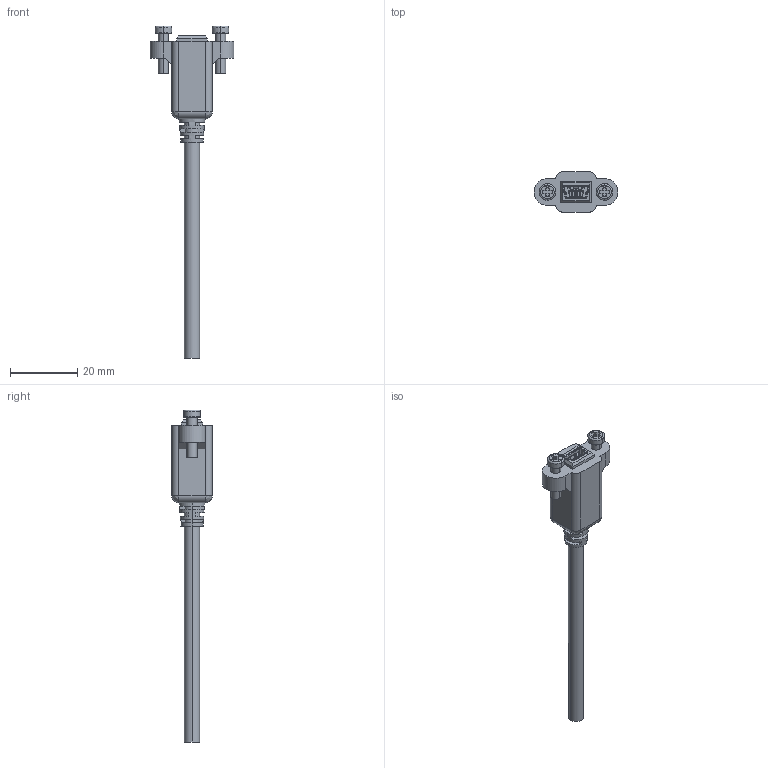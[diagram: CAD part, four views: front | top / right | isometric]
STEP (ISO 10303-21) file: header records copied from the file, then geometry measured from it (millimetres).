
FILE_DESCRIPTION (( 'STEP AP214' ), '1' );
FILE_NAME ('3318.STEP', '2018-03-15T20:40:08', ( '' ), ( '' ), 'SwSTEP 2.0', 'SolidWorks 2016', '' );
FILE_SCHEMA (( 'AUTOMOTIVE_DESIGN' ));
Length unit declared in the file: millimetre
Products named in the file (1): 3318
Bounding box: 25 x 12 x 98.85 mm (x, y, z)
Volume: 5113.4 mm3; surface area: 3913.9 mm2
Topology: 5 solids, 5 shells, 525 faces, 1455 edges, 936 vertices
Faces by surface type: plane 373, cylinder 112, bspline 30, cone 10
Entity records: 23269 total; most frequent: CARTESIAN_POINT 4026, ORIENTED_EDGE 2902, DIRECTION 2630, EDGE_CURVE 1451, LINE 1102, VECTOR 1102, VERTEX_POINT 936, AXIS2_PLACEMENT_3D 764
